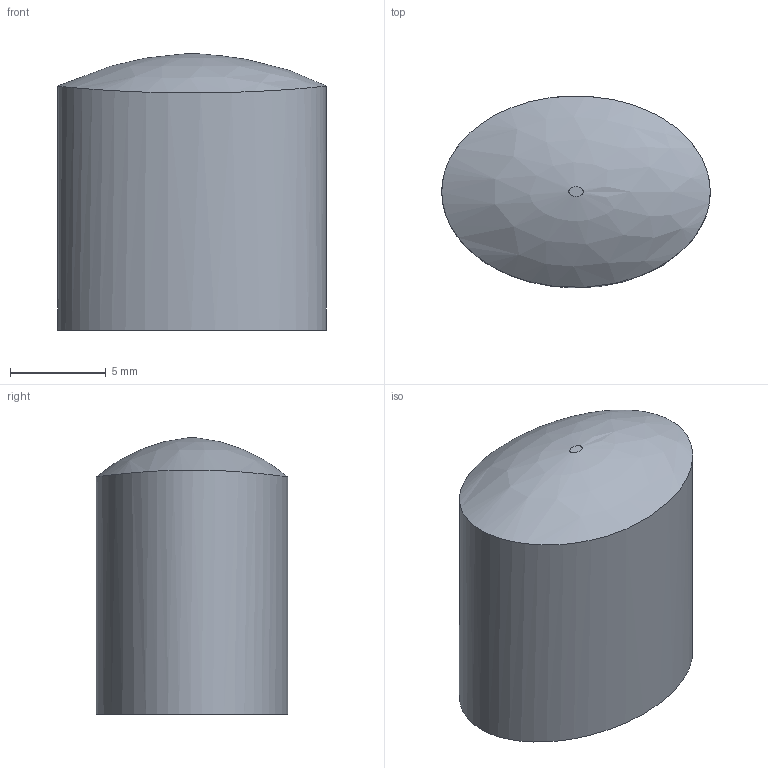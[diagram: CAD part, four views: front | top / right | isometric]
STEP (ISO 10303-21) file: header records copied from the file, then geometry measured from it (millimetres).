
FILE_DESCRIPTION(('FreeCAD Model'),'2;1');
FILE_NAME('button_base.step', '2017-03-15T15:45:56',('Author'),(''), 'Open CASCADE STEP processor 6.8','FreeCAD','Unknown');
FILE_SCHEMA(('AUTOMOTIVE_DESIGN_CC2 { 1 2 10303 214 -1 1 5 4 }'));
Length unit declared in the file: millimetre
Products named in the file (2): ASSEMBLY; but_base
Assembly tree (1 placements, depth 2):
  ASSEMBLY
    but_base
Bounding box: 14 x 10 x 14.4 mm (x, y, z)
Volume: 1481.5 mm3; surface area: 706.9 mm2
Topology: 1 solids, 1 shells, 4 faces, 5 edges, 3 vertices
Faces by surface type: plane 2, extrusion 1, bspline 1
Entity records: 1396 total; most frequent: CARTESIAN_POINT 1295, DIRECTION 14, ORIENTED_EDGE 10, AXIS2_PLACEMENT_3D 6, EDGE_CURVE 5, ADVANCED_FACE 4, FACE_BOUND 4, EDGE_LOOP 4
